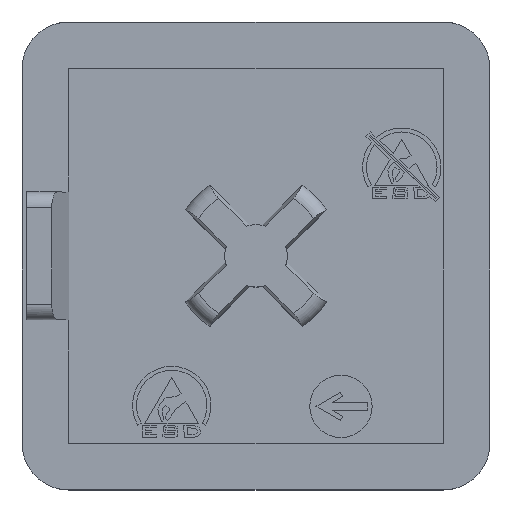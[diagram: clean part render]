
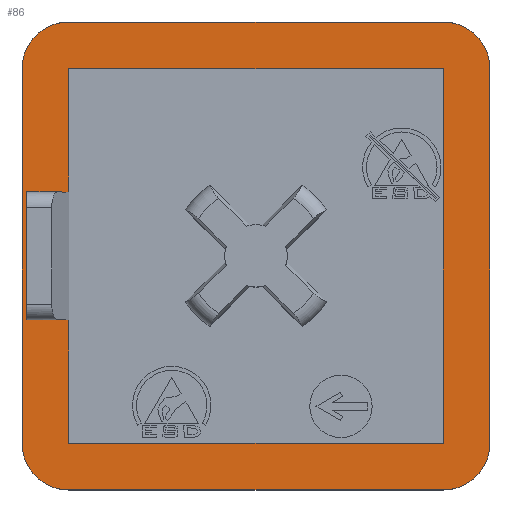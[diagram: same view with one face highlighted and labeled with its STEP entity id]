
A CAD part, top view. The second image highlights one B-rep face of the part: STEP entity #86.
In plain terms, the highlighted planar face has unit normal (0, 0, 1).
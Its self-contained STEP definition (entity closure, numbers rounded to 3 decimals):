
#86=ADVANCED_FACE('',(#388,#389),#390,.T.);
#388=FACE_OUTER_BOUND('',#984,.T.);
#389=FACE_BOUND('',#985,.T.);
#390=PLANE('',#986);
#984=EDGE_LOOP('',(#1665,#1666,#1667,#1668,#1669,#1670,#1671,#1672));
#985=EDGE_LOOP('',(#1673,#1674,#1675,#1676,#1677,#1678,#1679,#1680));
#986=AXIS2_PLACEMENT_3D('',#1681,#1682,#1683);
#1665=ORIENTED_EDGE('',*,*,#4092,.T.);
#1666=ORIENTED_EDGE('',*,*,#4093,.T.);
#1667=ORIENTED_EDGE('',*,*,#4094,.T.);
#1668=ORIENTED_EDGE('',*,*,#4095,.T.);
#1669=ORIENTED_EDGE('',*,*,#4096,.T.);
#1670=ORIENTED_EDGE('',*,*,#4097,.T.);
#1671=ORIENTED_EDGE('',*,*,#4098,.T.);
#1672=ORIENTED_EDGE('',*,*,#4099,.T.);
#1673=ORIENTED_EDGE('',*,*,#4100,.F.);
#1674=ORIENTED_EDGE('',*,*,#4101,.T.);
#1675=ORIENTED_EDGE('',*,*,#4102,.T.);
#1676=ORIENTED_EDGE('',*,*,#4103,.T.);
#1677=ORIENTED_EDGE('',*,*,#4104,.F.);
#1678=ORIENTED_EDGE('',*,*,#4105,.F.);
#1679=ORIENTED_EDGE('',*,*,#4106,.F.);
#1680=ORIENTED_EDGE('',*,*,#4107,.F.);
#1681=CARTESIAN_POINT('',(15.0,15.0,4.0));
#1682=DIRECTION('',(-0.0,0.0,1.0));
#1683=DIRECTION('',(1.0,-0.0,0.0));
#4092=EDGE_CURVE('',#4936,#4937,#4938,.T.);
#4093=EDGE_CURVE('',#4937,#4939,#4940,.T.);
#4094=EDGE_CURVE('',#4939,#4941,#4942,.T.);
#4095=EDGE_CURVE('',#4941,#4943,#4944,.T.);
#4096=EDGE_CURVE('',#4943,#4945,#4946,.T.);
#4097=EDGE_CURVE('',#4945,#4947,#4948,.T.);
#4098=EDGE_CURVE('',#4947,#4949,#4950,.T.);
#4099=EDGE_CURVE('',#4949,#4936,#4951,.T.);
#4100=EDGE_CURVE('',#4952,#4953,#4954,.T.);
#4101=EDGE_CURVE('',#4952,#4955,#4956,.T.);
#4102=EDGE_CURVE('',#4955,#4957,#4958,.T.);
#4103=EDGE_CURVE('',#4957,#4959,#4960,.T.);
#4104=EDGE_CURVE('',#4961,#4959,#4962,.T.);
#4105=EDGE_CURVE('',#4963,#4961,#4964,.T.);
#4106=EDGE_CURVE('',#4965,#4963,#4966,.T.);
#4107=EDGE_CURVE('',#4953,#4965,#4967,.T.);
#4936=VERTEX_POINT('',#6308);
#4937=VERTEX_POINT('',#6309);
#4938=LINE('',#6310,#6311);
#4939=VERTEX_POINT('',#6312);
#4940=CIRCLE('',#6313,3.0);
#4941=VERTEX_POINT('',#6314);
#4942=LINE('',#6315,#6316);
#4943=VERTEX_POINT('',#6317);
#4944=CIRCLE('',#6318,3.0);
#4945=VERTEX_POINT('',#6319);
#4946=LINE('',#6320,#6321);
#4947=VERTEX_POINT('',#6322);
#4948=CIRCLE('',#6323,3.0);
#4949=VERTEX_POINT('',#6324);
#4950=LINE('',#6325,#6326);
#4951=CIRCLE('',#6327,3.0);
#4952=VERTEX_POINT('',#6328);
#4953=VERTEX_POINT('',#6329);
#4954=LINE('',#6330,#6331);
#4955=VERTEX_POINT('',#6332);
#4956=LINE('',#6333,#6334);
#4957=VERTEX_POINT('',#6335);
#4958=LINE('',#6336,#6337);
#4959=VERTEX_POINT('',#6338);
#4960=LINE('',#6339,#6340);
#4961=VERTEX_POINT('',#6341);
#4962=LINE('',#6342,#6343);
#4963=VERTEX_POINT('',#6344);
#4964=LINE('',#6345,#6346);
#4965=VERTEX_POINT('',#6347);
#4966=LINE('',#6348,#6349);
#4967=LINE('',#6350,#6351);
#6308=CARTESIAN_POINT('',(12.0,15.0,4.0));
#6309=CARTESIAN_POINT('',(-12.0,15.0,4.0));
#6310=CARTESIAN_POINT('',(-15.0,15.0,4.0));
#6311=VECTOR('',#8498,1000.0);
#6312=CARTESIAN_POINT('',(-15.0,12.0,4.0));
#6313=AXIS2_PLACEMENT_3D('',#8499,#8500,#8501);
#6314=CARTESIAN_POINT('',(-15.0,-12.0,4.0));
#6315=CARTESIAN_POINT('',(-15.0,15.0,4.0));
#6316=VECTOR('',#8502,1000.0);
#6317=CARTESIAN_POINT('',(-12.0,-15.0,4.0));
#6318=AXIS2_PLACEMENT_3D('',#8503,#8504,#8505);
#6319=CARTESIAN_POINT('',(12.0,-15.0,4.0));
#6320=CARTESIAN_POINT('',(-15.0,-15.0,4.0));
#6321=VECTOR('',#8506,1000.0);
#6322=CARTESIAN_POINT('',(15.0,-12.0,4.0));
#6323=AXIS2_PLACEMENT_3D('',#8507,#8508,#8509);
#6324=CARTESIAN_POINT('',(15.0,12.0,4.0));
#6325=CARTESIAN_POINT('',(15.0,15.0,4.0));
#6326=VECTOR('',#8510,1000.0);
#6327=AXIS2_PLACEMENT_3D('',#8511,#8512,#8513);
#6328=CARTESIAN_POINT('',(-12.0,-4.1,4.0));
#6329=CARTESIAN_POINT('',(-12.0,-12.0,4.0));
#6330=CARTESIAN_POINT('',(-12.0,12.0,4.0));
#6331=VECTOR('',#8514,1000.0);
#6332=CARTESIAN_POINT('',(-14.7,-4.1,4.0));
#6333=CARTESIAN_POINT('',(15.0,-4.1,4.0));
#6334=VECTOR('',#8515,1000.0);
#6335=CARTESIAN_POINT('',(-14.7,4.1,4.0));
#6336=CARTESIAN_POINT('',(-14.7,15.0,4.0));
#6337=VECTOR('',#8516,1000.0);
#6338=CARTESIAN_POINT('',(-12.0,4.1,4.0));
#6339=CARTESIAN_POINT('',(15.0,4.1,4.0));
#6340=VECTOR('',#8517,1000.0);
#6341=CARTESIAN_POINT('',(-12.0,12.0,4.0));
#6342=CARTESIAN_POINT('',(-12.0,12.0,4.0));
#6343=VECTOR('',#8518,1000.0);
#6344=CARTESIAN_POINT('',(12.0,12.0,4.0));
#6345=CARTESIAN_POINT('',(-12.0,12.0,4.0));
#6346=VECTOR('',#8519,1000.0);
#6347=CARTESIAN_POINT('',(12.0,-12.0,4.0));
#6348=CARTESIAN_POINT('',(12.0,12.0,4.0));
#6349=VECTOR('',#8520,1000.0);
#6350=CARTESIAN_POINT('',(-12.0,-12.0,4.0));
#6351=VECTOR('',#8521,1000.0);
#8498=DIRECTION('',(-1.0,-0.0,-0.0));
#8499=CARTESIAN_POINT('',(-12.0,12.0,4.0));
#8500=DIRECTION('',(-0.0,0.0,1.0));
#8501=DIRECTION('',(1.0,0.0,0.0));
#8502=DIRECTION('',(0.,-1.0,0.0));
#8503=CARTESIAN_POINT('',(-12.0,-12.0,4.0));
#8504=DIRECTION('',(-0.0,0.0,1.0));
#8505=DIRECTION('',(1.0,0.0,0.0));
#8506=DIRECTION('',(1.0,0.0,0.0));
#8507=CARTESIAN_POINT('',(12.0,-12.0,4.0));
#8508=DIRECTION('',(-0.0,0.0,1.0));
#8509=DIRECTION('',(1.0,0.0,0.0));
#8510=DIRECTION('',(0.,1.0,-0.0));
#8511=CARTESIAN_POINT('',(12.0,12.0,4.0));
#8512=DIRECTION('',(-0.0,0.0,1.0));
#8513=DIRECTION('',(1.0,0.0,0.0));
#8514=DIRECTION('',(0.0,-1.0,0.0));
#8515=DIRECTION('',(-1.0,0.0,-0.0));
#8516=DIRECTION('',(0.,1.0,0.0));
#8517=DIRECTION('',(1.0,0.0,0.0));
#8518=DIRECTION('',(0.0,-1.0,0.0));
#8519=DIRECTION('',(-1.0,-0.0,-0.0));
#8520=DIRECTION('',(0.,1.0,-0.0));
#8521=DIRECTION('',(1.0,0.0,0.0));
